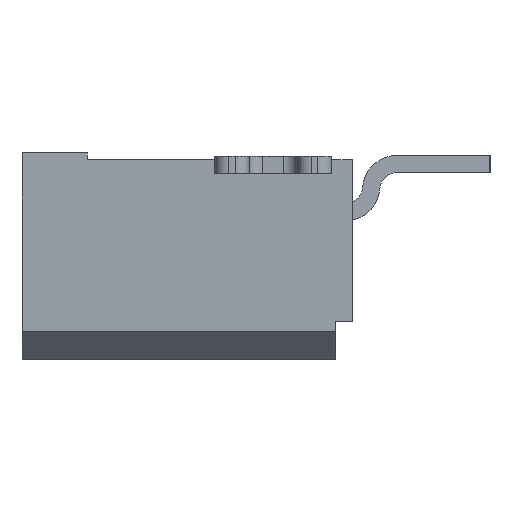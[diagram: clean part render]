
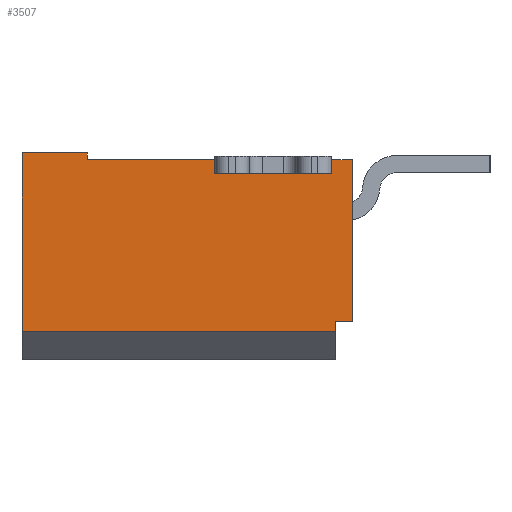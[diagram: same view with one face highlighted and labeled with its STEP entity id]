
A CAD part, left-side view. The second image highlights one B-rep face of the part: STEP entity #3507.
In plain terms, the highlighted planar face has unit normal (-1, 0, 0).
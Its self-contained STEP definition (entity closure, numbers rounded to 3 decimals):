
#152 = CARTESIAN_POINT ( 'NONE',  ( -16.9, -4.8, -0.1 ) ) ;
#744 = VECTOR ( 'NONE', #34138, 1000. ) ;
#837 = DIRECTION ( 'NONE',  ( 0., 0., -1. ) ) ;
#971 = VECTOR ( 'NONE', #19811, 1000. ) ;
#1131 = DIRECTION ( 'NONE',  ( 0., 0., -1. ) ) ;
#1465 = VERTEX_POINT ( 'NONE', #26292 ) ;
#1801 = VECTOR ( 'NONE', #3853, 1000. ) ;
#2590 = EDGE_CURVE ( 'NONE', #1465, #15813, #28724, .T. ) ;
#2884 = ORIENTED_EDGE ( 'NONE', *, *, #21781, .T. ) ;
#3507 = ADVANCED_FACE ( 'NONE', ( #11976 ), #6420, .F. ) ;
#3853 = DIRECTION ( 'NONE',  ( 0., 1., 0. ) ) ;
#4016 = EDGE_CURVE ( 'NONE', #24716, #24814, #34664, .T. ) ;
#5148 = EDGE_CURVE ( 'NONE', #24716, #28726, #22492, .T. ) ;
#5413 = LINE ( 'NONE', #19358, #19535 ) ;
#5647 = LINE ( 'NONE', #24443, #6258 ) ;
#5816 = DIRECTION ( 'NONE',  ( 0., 0., 1. ) ) ;
#6258 = VECTOR ( 'NONE', #7982, 1000. ) ;
#6420 = PLANE ( 'NONE',  #10431 ) ;
#6921 = VERTEX_POINT ( 'NONE', #20557 ) ;
#7185 = VECTOR ( 'NONE', #31654, 1000. ) ;
#7982 = DIRECTION ( 'NONE',  ( 0., 0., 1. ) ) ;
#8902 = DIRECTION ( 'NONE',  ( 0., -1., 0. ) ) ;
#9464 = CARTESIAN_POINT ( 'NONE',  ( -16.9, 0., -2.6 ) ) ;
#10431 = AXIS2_PLACEMENT_3D ( 'NONE', #17324, #14661, #25579 ) ;
#11592 = ORIENTED_EDGE ( 'NONE', *, *, #22515, .F. ) ;
#11676 = VECTOR ( 'NONE', #8902, 1000. ) ;
#11976 = FACE_OUTER_BOUND ( 'NONE', #25102, .T. ) ;
#12002 = LINE ( 'NONE', #20206, #7185 ) ;
#12187 = VERTEX_POINT ( 'NONE', #34422 ) ;
#12576 = CARTESIAN_POINT ( 'NONE',  ( -16.9, -4.55, -2.45 ) ) ;
#12737 = VECTOR ( 'NONE', #5816, 1000. ) ;
#12860 = EDGE_CURVE ( 'NONE', #1465, #14969, #19981, .T. ) ;
#12867 = CARTESIAN_POINT ( 'NONE',  ( -16.9, -0.95, -0.1 ) ) ;
#14062 = LINE ( 'NONE', #33050, #12737 ) ;
#14661 = DIRECTION ( 'NONE',  ( 1., 0., 0. ) ) ;
#14777 = CARTESIAN_POINT ( 'NONE',  ( -16.9, 0., -2.6 ) ) ;
#14818 = LINE ( 'NONE', #9464, #20684 ) ;
#14969 = VERTEX_POINT ( 'NONE', #31394 ) ;
#15087 = CARTESIAN_POINT ( 'NONE',  ( -16.9, -4.8, -0.1 ) ) ;
#15253 = ORIENTED_EDGE ( 'NONE', *, *, #12860, .T. ) ;
#15369 = ORIENTED_EDGE ( 'NONE', *, *, #27706, .F. ) ;
#15414 = ORIENTED_EDGE ( 'NONE', *, *, #30977, .T. ) ;
#15813 = VERTEX_POINT ( 'NONE', #18021 ) ;
#16073 = CARTESIAN_POINT ( 'NONE',  ( -16.9, -0.95, 0. ) ) ;
#16256 = CARTESIAN_POINT ( 'NONE',  ( -16.9, -4.55, -2.6 ) ) ;
#17324 = CARTESIAN_POINT ( 'NONE',  ( -16.9, -2.4, -1.3 ) ) ;
#18021 = CARTESIAN_POINT ( 'NONE',  ( -16.9, -4.8, -2.45 ) ) ;
#18065 = CARTESIAN_POINT ( 'NONE',  ( -16.9, -4.55, -2.45 ) ) ;
#18158 = CARTESIAN_POINT ( 'NONE',  ( -16.9, -0.95, -0.1 ) ) ;
#18784 = EDGE_CURVE ( 'NONE', #35274, #32303, #14818, .T. ) ;
#19358 = CARTESIAN_POINT ( 'NONE',  ( -16.9, -4.5, -0.3 ) ) ;
#19535 = VECTOR ( 'NONE', #22062, 1000. ) ;
#19769 = LINE ( 'NONE', #20994, #32573 ) ;
#19793 = VECTOR ( 'NONE', #1131, 1000. ) ;
#19811 = DIRECTION ( 'NONE',  ( 0., 1., 0. ) ) ;
#19981 = LINE ( 'NONE', #152, #971 ) ;
#20206 = CARTESIAN_POINT ( 'NONE',  ( -16.9, -4.55, -2.45 ) ) ;
#20557 = CARTESIAN_POINT ( 'NONE',  ( -16.9, 0., 0. ) ) ;
#20666 = CARTESIAN_POINT ( 'NONE',  ( -16.9, -0.95, 0. ) ) ;
#20684 = VECTOR ( 'NONE', #34352, 1000. ) ;
#20994 = CARTESIAN_POINT ( 'NONE',  ( -16.9, -4.5, -0.3 ) ) ;
#21108 = VERTEX_POINT ( 'NONE', #32305 ) ;
#21781 = EDGE_CURVE ( 'NONE', #22863, #15813, #12002, .T. ) ;
#22062 = DIRECTION ( 'NONE',  ( 0., 1., 0. ) ) ;
#22492 = LINE ( 'NONE', #33443, #11676 ) ;
#22515 = EDGE_CURVE ( 'NONE', #22863, #32303, #25834, .T. ) ;
#22812 = ORIENTED_EDGE ( 'NONE', *, *, #27491, .F. ) ;
#22863 = VERTEX_POINT ( 'NONE', #18065 ) ;
#22965 = VECTOR ( 'NONE', #837, 1000. ) ;
#24443 = CARTESIAN_POINT ( 'NONE',  ( -16.9, 0., -2.6 ) ) ;
#24695 = ORIENTED_EDGE ( 'NONE', *, *, #30220, .T. ) ;
#24716 = VERTEX_POINT ( 'NONE', #12867 ) ;
#24814 = VERTEX_POINT ( 'NONE', #16073 ) ;
#25102 = EDGE_LOOP ( 'NONE', ( #26712, #26429, #22812, #32432, #11592, #2884, #35306, #15253, #15369, #24695, #15414, #27460 ) ) ;
#25579 = DIRECTION ( 'NONE',  ( 0., 1., 0. ) ) ;
#25834 = LINE ( 'NONE', #12576, #19793 ) ;
#26292 = CARTESIAN_POINT ( 'NONE',  ( -16.9, -4.8, -0.1 ) ) ;
#26429 = ORIENTED_EDGE ( 'NONE', *, *, #29772, .T. ) ;
#26712 = ORIENTED_EDGE ( 'NONE', *, *, #4016, .T. ) ;
#27460 = ORIENTED_EDGE ( 'NONE', *, *, #5148, .F. ) ;
#27491 = EDGE_CURVE ( 'NONE', #35274, #6921, #5647, .T. ) ;
#27706 = EDGE_CURVE ( 'NONE', #21108, #14969, #19769, .T. ) ;
#27974 = CARTESIAN_POINT ( 'NONE',  ( -16.9, -2.8, -0.1 ) ) ;
#28418 = LINE ( 'NONE', #20666, #1801 ) ;
#28724 = LINE ( 'NONE', #15087, #22965 ) ;
#28726 = VERTEX_POINT ( 'NONE', #27974 ) ;
#29772 = EDGE_CURVE ( 'NONE', #24814, #6921, #28418, .T. ) ;
#30220 = EDGE_CURVE ( 'NONE', #21108, #12187, #5413, .T. ) ;
#30977 = EDGE_CURVE ( 'NONE', #12187, #28726, #14062, .T. ) ;
#31264 = DIRECTION ( 'NONE',  ( 0., 0., 1. ) ) ;
#31394 = CARTESIAN_POINT ( 'NONE',  ( -16.9, -4.5, -0.1 ) ) ;
#31654 = DIRECTION ( 'NONE',  ( 0., -1., 0. ) ) ;
#32303 = VERTEX_POINT ( 'NONE', #16256 ) ;
#32305 = CARTESIAN_POINT ( 'NONE',  ( -16.9, -4.5, -0.3 ) ) ;
#32432 = ORIENTED_EDGE ( 'NONE', *, *, #18784, .T. ) ;
#32573 = VECTOR ( 'NONE', #31264, 1000. ) ;
#33050 = CARTESIAN_POINT ( 'NONE',  ( -16.9, -2.8, -0.3 ) ) ;
#33443 = CARTESIAN_POINT ( 'NONE',  ( -16.9, -0.95, -0.1 ) ) ;
#34138 = DIRECTION ( 'NONE',  ( 0., 0., 1. ) ) ;
#34352 = DIRECTION ( 'NONE',  ( 0., -1., 0. ) ) ;
#34422 = CARTESIAN_POINT ( 'NONE',  ( -16.9, -2.8, -0.3 ) ) ;
#34664 = LINE ( 'NONE', #18158, #744 ) ;
#35274 = VERTEX_POINT ( 'NONE', #14777 ) ;
#35306 = ORIENTED_EDGE ( 'NONE', *, *, #2590, .F. ) ;
